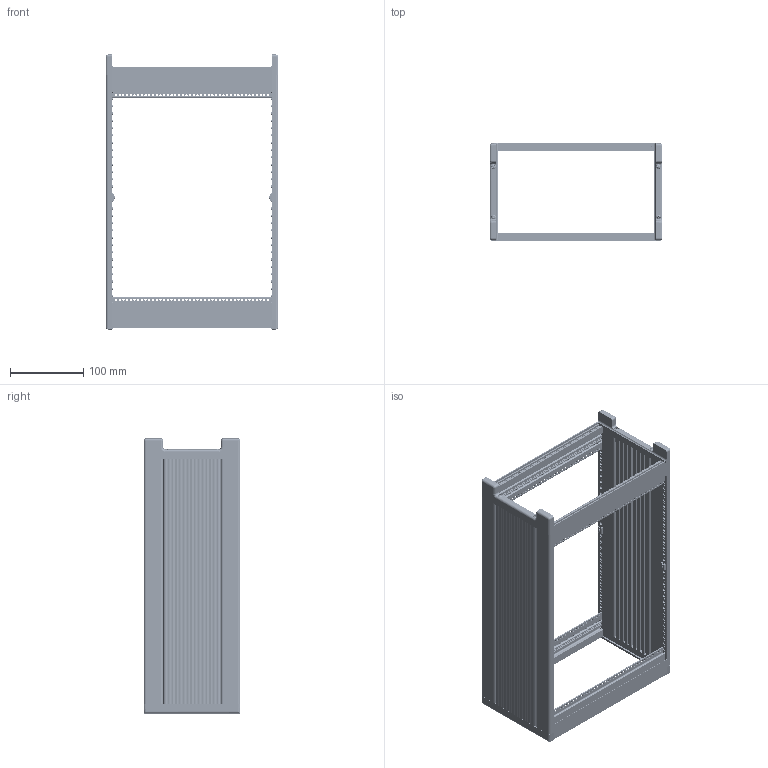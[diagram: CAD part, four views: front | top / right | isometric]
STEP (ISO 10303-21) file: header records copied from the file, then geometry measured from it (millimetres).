
FILE_DESCRIPTION(/* description */ (''),/* implementation_level */ '2;1');
FILE_NAME(/* name */ 'IZP 36340.stp',/* time_stamp */ '2022-05-30T15:02:27+02:00',/* author */ ('kotzmaier'),/* organization */ (''),/* preprocessor_version */ 'ST-DEVELOPER v18.1',/* originating_system */ 'Autodesk Inventor 2022',/* authorisation */ '');
FILE_SCHEMA (('AUTOMOTIVE_DESIGN { 1 0 10303 214 3 1 1 }'));
Length unit declared in the file: millimetre
Products named in the file (12): IZP 18380; SEITENW_3HE_358TIEF; PF_42TE_3D PART1; SHR_Z_M4X12-SONDER_IZP_3D PART1; GS_I_42TE_3D PART1; ABDECKUNG_FÜR_SCHRAUBKANAL_358TIEF; BLENDE_3HE PART1; BLENDE_MIT_FUß_3HE PART1; SHR Z KA35X20 WN 1412 OG_3DSYM TEIL1; BLECHANSCHLAG_3DSYM PART1; SHR Z KA30X6 WN 1411 OG_3DSYM TEIL1; GSE_5_3D
Assembly tree (42 placements, depth 2):
  IZP 18380
    SEITENW_3HE_358TIEF  x2
    PF_42TE_3D PART1  x4
    SHR_Z_M4X12-SONDER_IZP_3D PART1  x8
    GS_I_42TE_3D PART1  x4
    ABDECKUNG_FÜR_SCHRAUBKANAL_358TIEF  x4
    BLENDE_3HE PART1  x2
    BLENDE_MIT_FUß_3HE PART1  x2
    SHR Z KA35X20 WN 1412 OG_3DSYM TEIL1  x4
    BLECHANSCHLAG_3DSYM PART1  x4
    SHR Z KA30X6 WN 1411 OG_3DSYM TEIL1  x4
    GSE_5_3D  x4
Bounding box: 236.64 x 132.7 x 376.99 mm (x, y, z)
Volume: 689842.4 mm3; surface area: 601790.9 mm2
Topology: 42 solids, 42 shells, 2708 faces, 6736 edges, 4400 vertices
Faces by surface type: plane 1260, cylinder 1208, torus 124, cone 44, sphere 40, bspline 32
Full cylindrical faces by diameter (mm): 2.4 x4, 2.5 x172, 3 x276, 3.141 x8, 3.2 x168, 3.5 x4, 3.6 x4, 4 x144, 5.3 x4, 6 x12, 6.1 x4, 6.8 x4
Entity records: 31469 total; most frequent: CARTESIAN_POINT 6884, DIRECTION 5228, ORIENTED_EDGE 4608, EDGE_CURVE 2304, AXIS2_PLACEMENT_3D 1995, VERTEX_POINT 1513, EDGE_LOOP 1421, LINE 1238
